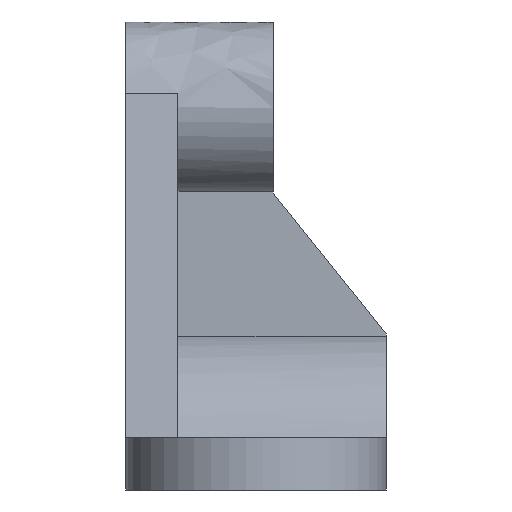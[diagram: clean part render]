
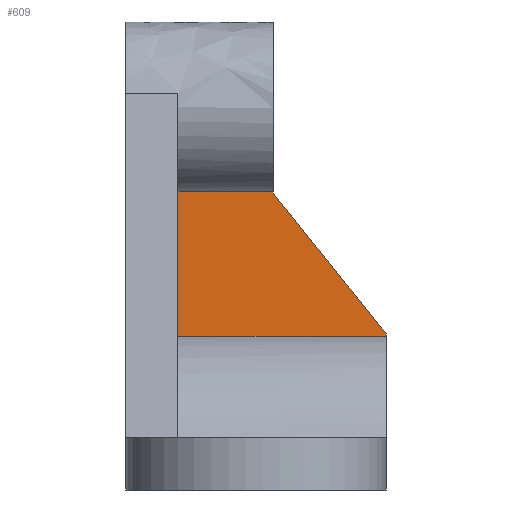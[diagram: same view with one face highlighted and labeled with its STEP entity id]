
A CAD part, left-side view. The second image highlights one B-rep face of the part: STEP entity #609.
In plain terms, the highlighted free-form (B-spline) face has degree [1, 1] with [2, 2] control points.
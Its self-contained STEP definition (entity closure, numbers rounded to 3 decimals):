
#214 = VERTEX_POINT('',#215);
#215 = CARTESIAN_POINT('',(-8.66,-43.299,51.959
    ));
#220 = EDGE_CURVE('',#214,#221,#223,.T.);
#221 = VERTEX_POINT('',#222);
#222 = CARTESIAN_POINT('',(-8.66,-43.299,
    51.232));
#223 = B_SPLINE_CURVE_WITH_KNOTS('',1,(#224,#225),.UNSPECIFIED.,.F.,.F.,
  (2,2),(0.,0.504),.PIECEWISE_BEZIER_KNOTS.);
#224 = CARTESIAN_POINT('',(-8.66,-43.299,51.959
    ));
#225 = CARTESIAN_POINT('',(-8.66,-43.299,
    51.232));
#462 = VERTEX_POINT('',#463);
#463 = CARTESIAN_POINT('',(-8.66,25.98,99.475
    ));
#469 = EDGE_CURVE('',#470,#462,#472,.T.);
#470 = VERTEX_POINT('',#471);
#471 = CARTESIAN_POINT('',(-8.66,-5.773,
    99.475));
#472 = B_SPLINE_CURVE_WITH_KNOTS('',1,(#473,#474),.UNSPECIFIED.,.F.,.F.,
  (2,2),(-34.,-12.),.PIECEWISE_BEZIER_KNOTS.);
#473 = CARTESIAN_POINT('',(-8.66,-5.773,99.475
    ));
#474 = CARTESIAN_POINT('',(-8.66,25.98,99.475)
  );
#589 = EDGE_CURVE('',#221,#590,#592,.T.);
#590 = VERTEX_POINT('',#591);
#591 = CARTESIAN_POINT('',(-8.66,25.98,
    51.232));
#592 = B_SPLINE_CURVE_WITH_KNOTS('',1,(#593,#594),.UNSPECIFIED.,.F.,.F.,
  (2,2),(-60.,-12.),.PIECEWISE_BEZIER_KNOTS.);
#593 = CARTESIAN_POINT('',(-8.66,-43.299,
    51.232));
#594 = CARTESIAN_POINT('',(-8.66,25.98,51.232
    ));
#609 = ADVANCED_FACE('',(#610),#632,.F.);
#610 = FACE_BOUND('',#611,.F.);
#611 = EDGE_LOOP('',(#612,#619,#620,#621,#626,#627));
#612 = ORIENTED_EDGE('',*,*,#613,.F.);
#613 = EDGE_CURVE('',#214,#614,#616,.T.);
#614 = VERTEX_POINT('',#615);
#615 = CARTESIAN_POINT('',(-8.66,-5.773,
    98.867));
#616 = B_SPLINE_CURVE_WITH_KNOTS('',1,(#617,#618),.UNSPECIFIED.,.F.,.F.,
  (2,2),(0.,41.62),.PIECEWISE_BEZIER_KNOTS.);
#617 = CARTESIAN_POINT('',(-8.66,-43.299,51.959
    ));
#618 = CARTESIAN_POINT('',(-8.66,-5.773,
    98.867));
#619 = ORIENTED_EDGE('',*,*,#220,.T.);
#620 = ORIENTED_EDGE('',*,*,#589,.T.);
#621 = ORIENTED_EDGE('',*,*,#622,.T.);
#622 = EDGE_CURVE('',#590,#462,#623,.T.);
#623 = B_SPLINE_CURVE_WITH_KNOTS('',1,(#624,#625),.UNSPECIFIED.,.F.,.F.,
  (2,2),(5.496,38.921),.PIECEWISE_BEZIER_KNOTS.);
#624 = CARTESIAN_POINT('',(-8.66,25.98,51.232
    ));
#625 = CARTESIAN_POINT('',(-8.66,25.98,99.475)
  );
#626 = ORIENTED_EDGE('',*,*,#469,.F.);
#627 = ORIENTED_EDGE('',*,*,#628,.T.);
#628 = EDGE_CURVE('',#470,#614,#629,.T.);
#629 = B_SPLINE_CURVE_WITH_KNOTS('',1,(#630,#631),.UNSPECIFIED.,.F.,.F.,
  (2,2),(1.079,1.5),.PIECEWISE_BEZIER_KNOTS.);
#630 = CARTESIAN_POINT('',(-8.66,-5.773,99.475
    ));
#631 = CARTESIAN_POINT('',(-8.66,-5.773,
    98.867));
#632 = B_SPLINE_SURFACE_WITH_KNOTS('',1,1,(
    (#633,#634)
    ,(#635,#636
    )),.UNSPECIFIED.,.F.,.F.,.F.,(2,2),(2,2),(-11.365,
    22.06),(-19.933,28.067),
  .PIECEWISE_BEZIER_KNOTS.);
#633 = CARTESIAN_POINT('',(-8.66,25.98,51.232
    ));
#634 = CARTESIAN_POINT('',(-8.66,-43.299,
    51.232));
#635 = CARTESIAN_POINT('',(-8.66,25.98,99.475)
  );
#636 = CARTESIAN_POINT('',(-8.66,-43.299,99.475
    ));
